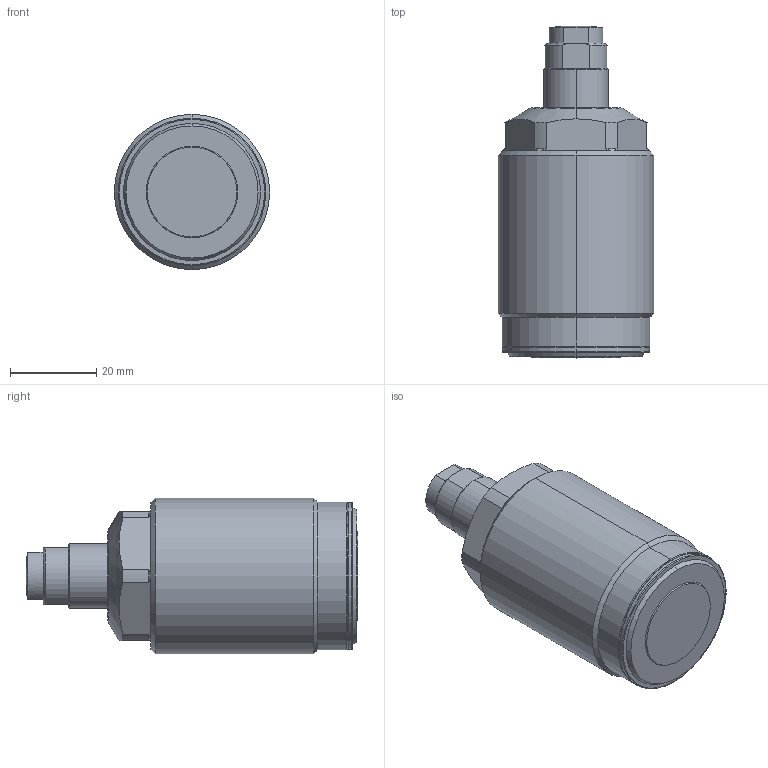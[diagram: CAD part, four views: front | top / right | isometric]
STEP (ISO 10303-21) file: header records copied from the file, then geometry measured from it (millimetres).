
FILE_DESCRIPTION(/* description */ (''),/* implementation_level */ '2;1');
FILE_NAME(/* name */ 'TSS04.stp',/* time_stamp */ '2022-11-16T15:05:29+08:00',/* author */ (''),/* organization */ (''),/* preprocessor_version */ 'ST-DEVELOPER v16.7',/* originating_system */ 'SIEMENS PLM Software NX 12.0',/* authorisation */ '');
FILE_SCHEMA (('AP203_CONFIGURATION_CONTROLLED_3D_DESIGN_OF_MECHANICAL_PARTS_AND_ASSEMBLIES_MIM_LF { 1 0 10303 403 2 1 2}'));
Length unit declared in the file: millimetre
Products named in the file (4): TSS04-03; TSS04-01; TSS04-02; CSK04_step
Assembly tree (3 placements, depth 2):
  CSK04_step
    TSS04-02
    TSS04-01
    TSS04-03
Bounding box: 36 x 76.96 x 36 mm (x, y, z)
Volume: 55860.2 mm3; surface area: 10406.6 mm2
Topology: 3 solids, 3 shells, 96 faces, 217 edges, 134 vertices
Faces by surface type: cylinder 30, plane 30, cone 20, torus 14, sphere 2
Entity records: 3183 total; most frequent: CARTESIAN_POINT 543, DIRECTION 508, ORIENTED_EDGE 434, AXIS2_PLACEMENT_3D 219, EDGE_CURVE 217, VERTEX_POINT 134, CIRCLE 119, EDGE_LOOP 103
